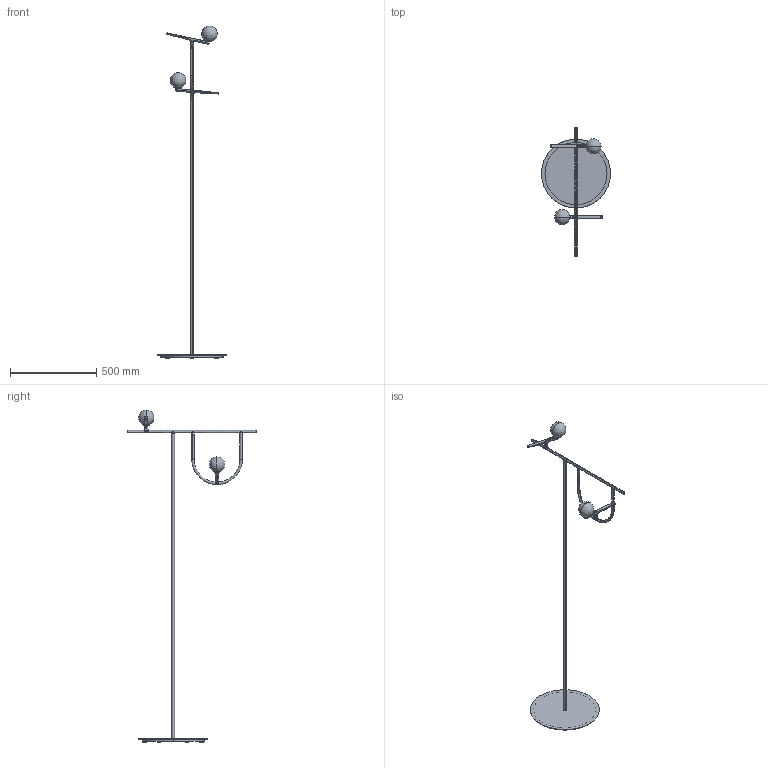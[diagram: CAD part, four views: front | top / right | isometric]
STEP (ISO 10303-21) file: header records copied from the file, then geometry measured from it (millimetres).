
FILE_DESCRIPTION(/* description */ (''),/* implementation_level */ '2;1');
FILE_NAME(/* name */ '3D 110200_Yanzi Floor',/* time_stamp */ '2018-01-03T12:06:09+01:00',/* author */ (''),/* organization */ (''),/* preprocessor_version */ 'ST-DEVELOPER v10',/* originating_system */ '',/* authorisation */ '');
FILE_SCHEMA (('AUTOMOTIVE_DESIGN'));
Length unit declared in the file: millimetre
Products named in the file (1): 1
Bounding box: 400 x 754 x 1926.01 mm (x, y, z)
Volume: 1958507.9 mm3; surface area: 866724.6 mm2
Topology: 10 solids, 25 shells, 309 faces, 786 edges, 500 vertices
Faces by surface type: bspline 243, plane 66
Entity records: 11211 total; most frequent: CARTESIAN_POINT 6702, ORIENTED_EDGE 1470, EDGE_CURVE 776, VERTEX_POINT 500, EDGE_LOOP 326, B_SPLINE_CURVE_WITH_KNOTS 325, ADVANCED_FACE 309, FACE_OUTER_BOUND 309
